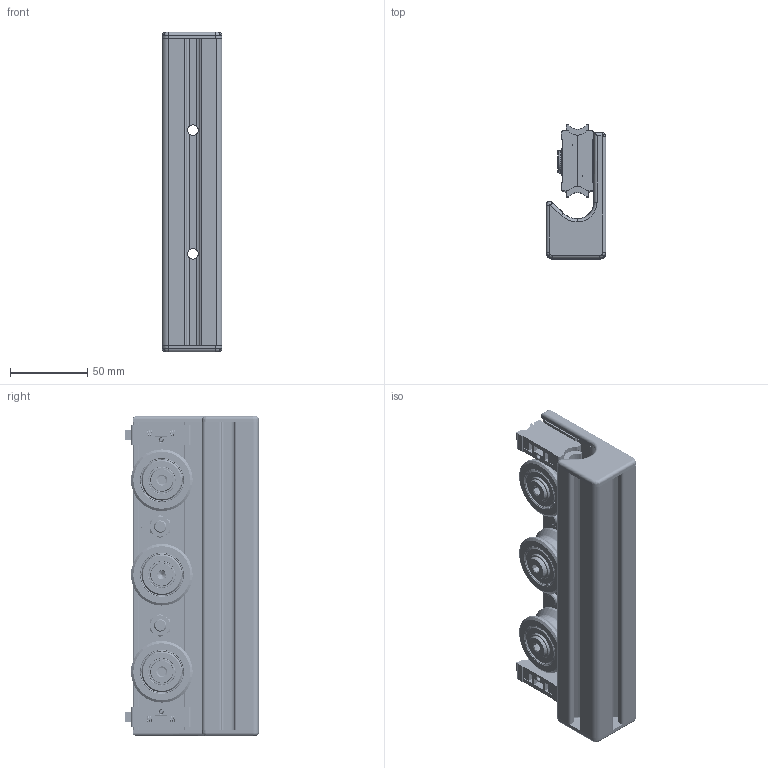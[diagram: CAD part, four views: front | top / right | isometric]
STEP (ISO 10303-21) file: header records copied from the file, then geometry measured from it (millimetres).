
FILE_DESCRIPTION(('STEP AP203'),'1');
FILE_NAME('MOOV08E4993.stp','2025-04-15T09:22:03',(' '),(' '),'Spatial InterOp 3D',' ',' ');
FILE_SCHEMA(('CONFIG_CONTROL_DESIGN'));
Length unit declared in the file: millimetre
Products named in the file (41): Rail-C 8 Kit galet D14 3R; Vis FHC - M8x16; Galet R; Vis excentrique; écrou; Vis taraudée; STD; Vis STD; ressort; patin STD; corps STD; plaque réglage; goupille; plaque 3R; Rail-C 8 unité de roulement; Rail-C 8 embout profilé coulissant; gauche; droit; Rail C8 Profilé coulissant 8 40x40 C8- D14
Assembly tree (50 placements, depth 5):
  Rail-C 8 unité de roulement
    Rail-C 8 Kit galet D14 3R
      Vis FHC - M8x16  x4
      Galet R  x3
        Galet R
        Galet R
        Galet R
        Galet R
        Galet R
        Galet R
        Galet R
        Galet R
        Galet R
        Galet R
        Galet R
        Galet R
        Galet R
        Galet R
        Galet R
        Galet R
        Galet R
        Galet R
        Galet R
        Galet R
      Vis excentrique
      écrou  x2
      Vis taraudée  x2
      STD  x2
        Vis STD
        ressort
          ressort
          ressort
        patin STD
        corps STD
      plaque réglage
      goupille
      plaque 3R
    Rail-C 8 embout profilé coulissant
      gauche
      droit
    Rail C8 Profilé coulissant 8 40x40 C8- D14
Bounding box: 38.8 x 86.45 x 207 mm (x, y, z)
Volume: 290653.4 mm3; surface area: 167248.7 mm2
Topology: 89 solids, 89 shells, 2708 faces, 7203 edges, 4525 vertices
Faces by surface type: bspline 752, cylinder 733, plane 647, cone 524, torus 40, sphere 12
Full cylindrical faces by diameter (mm): 6.8 x3, 7 x2, 8 x8, 9 x2, 15.24 x4, 22.5 x1
Entity records: 59626 total; most frequent: CARTESIAN_POINT 26554, ORIENTED_EDGE 6336, DIRECTION 5499, EDGE_CURVE 3168, AXIS2_PLACEMENT_3D 2223, VERTEX_POINT 2030, EDGE_LOOP 1337, FACE_OUTER_BOUND 1251
